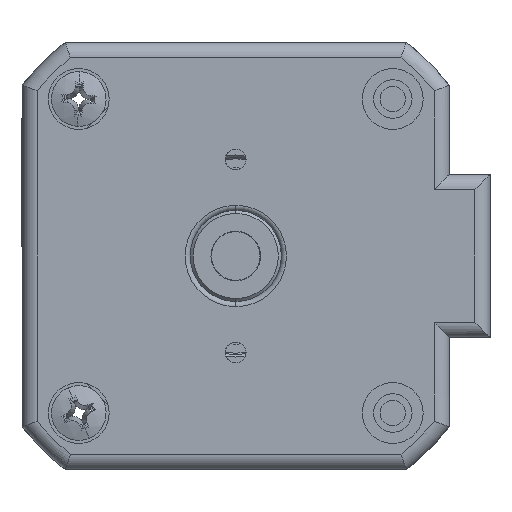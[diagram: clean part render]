
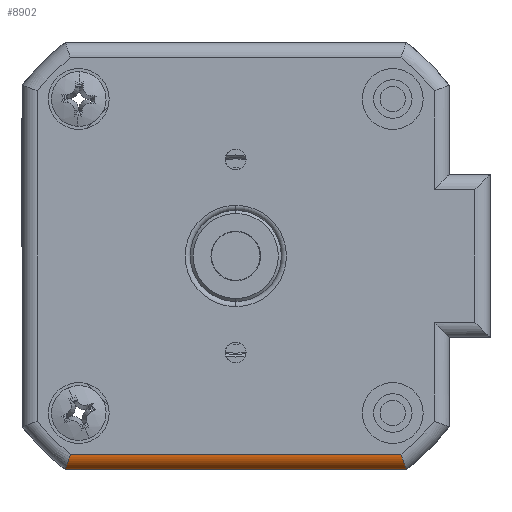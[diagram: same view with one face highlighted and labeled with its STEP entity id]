
A CAD part, front view. The second image highlights one B-rep face of the part: STEP entity #8902.
In plain terms, the highlighted cylindrical face has radius 1.5 mm (diameter 3 mm), a partial arc.
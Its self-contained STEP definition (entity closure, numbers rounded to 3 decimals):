
#14 = LINE ( 'NONE', #293, #3681 ) ;
#35 = CARTESIAN_POINT ( 'NONE',  ( 11.604, -25.707, -2.962 ) ) ;
#293 = CARTESIAN_POINT ( 'NONE',  ( -4.709, -25.707, -2.962 ) ) ;
#357 = VERTEX_POINT ( 'NONE', #3138 ) ;
#692 = CARTESIAN_POINT ( 'NONE',  ( -21.021, -25.707, -2.962 ) ) ;
#833 = DIRECTION ( 'NONE',  ( -1., 0., 0. ) ) ;
#835 = DIRECTION ( 'NONE',  ( -1., 0., 0. ) ) ;
#980 = VERTEX_POINT ( 'NONE', #1594 ) ;
#1364 = VERTEX_POINT ( 'NONE', #7036 ) ;
#1386 = CARTESIAN_POINT ( 'NONE',  ( -21.555, -24.207, -4.462 ) ) ;
#1410 = CARTESIAN_POINT ( 'NONE',  ( 12.137, -24.309, -4.462 ) ) ;
#1443 = CARTESIAN_POINT ( 'NONE',  ( 12.134, -24.41, -4.452 ) ) ;
#1594 = CARTESIAN_POINT ( 'NONE',  ( -21.555, -24.207, -4.462 ) ) ;
#2117 = CARTESIAN_POINT ( 'NONE',  ( -21.551, -24.41, -4.452 ) ) ;
#2178 = CARTESIAN_POINT ( 'NONE',  ( 12.109, -24.704, -4.381 ) ) ;
#2248 = EDGE_LOOP ( 'NONE', ( #6512, #9367, #6919, #5816 ) ) ;
#2873 = CARTESIAN_POINT ( 'NONE',  ( -21.526, -24.704, -4.381 ) ) ;
#2882 = AXIS2_PLACEMENT_3D ( 'NONE', #6676, #835, #3776 ) ;
#2930 = CARTESIAN_POINT ( 'NONE',  ( 12.027, -25.148, -4.147 ) ) ;
#3138 = CARTESIAN_POINT ( 'NONE',  ( -21.021, -25.707, -2.962 ) ) ;
#3446 = VERTEX_POINT ( 'NONE', #6701 ) ;
#3579 = EDGE_CURVE ( 'NONE', #357, #3446, #14, .T. ) ;
#3616 = CARTESIAN_POINT ( 'NONE',  ( -21.444, -25.148, -4.147 ) ) ;
#3645 = CARTESIAN_POINT ( 'NONE',  ( 12.137, -24.207, -4.462 ) ) ;
#3681 = VECTOR ( 'NONE', #6867, 1000. ) ;
#3685 = CARTESIAN_POINT ( 'NONE',  ( 11.868, -25.527, -3.7 ) ) ;
#3776 = DIRECTION ( 'NONE',  ( 0., 0., 1. ) ) ;
#4355 = CARTESIAN_POINT ( 'NONE',  ( -21.286, -25.527, -3.7 ) ) ;
#4402 = CARTESIAN_POINT ( 'NONE',  ( 11.672, -25.707, -3.151 ) ) ;
#4515 = VECTOR ( 'NONE', #833, 1000. ) ;
#4690 = B_SPLINE_CURVE_WITH_KNOTS ( 'NONE', 3,
 ( #3645, #1410, #1443, #6587, #2178, #7335, #2930, #8079, #3685, #8843, #4402, #35 ),
 .UNSPECIFIED., .F., .F.,
 ( 4, 2, 2, 2, 2, 4 ),
 ( 0., 0., 0.001, 0.001, 0.002, 0.002 ),
 .UNSPECIFIED. ) ;
#5092 = CARTESIAN_POINT ( 'NONE',  ( -21.089, -25.707, -3.151 ) ) ;
#5235 = CARTESIAN_POINT ( 'NONE',  ( -21.555, -24.207, -4.462 ) ) ;
#5816 = ORIENTED_EDGE ( 'NONE', *, *, #9287, .F. ) ;
#6193 = EDGE_CURVE ( 'NONE', #980, #357, #8533, .T. ) ;
#6465 = LINE ( 'NONE', #5235, #4515 ) ;
#6512 = ORIENTED_EDGE ( 'NONE', *, *, #8365, .T. ) ;
#6531 = CARTESIAN_POINT ( 'NONE',  ( -21.555, -24.309, -4.462 ) ) ;
#6587 = CARTESIAN_POINT ( 'NONE',  ( 12.12, -24.607, -4.411 ) ) ;
#6676 = CARTESIAN_POINT ( 'NONE',  ( -21.555, -24.207, -2.962 ) ) ;
#6701 = CARTESIAN_POINT ( 'NONE',  ( 11.604, -25.707, -2.962 ) ) ;
#6867 = DIRECTION ( 'NONE',  ( 1., 0., 0. ) ) ;
#6919 = ORIENTED_EDGE ( 'NONE', *, *, #6193, .F. ) ;
#7036 = CARTESIAN_POINT ( 'NONE',  ( 12.137, -24.207, -4.462 ) ) ;
#7263 = CARTESIAN_POINT ( 'NONE',  ( -21.537, -24.607, -4.411 ) ) ;
#7335 = CARTESIAN_POINT ( 'NONE',  ( 12.067, -24.981, -4.263 ) ) ;
#7743 = FACE_OUTER_BOUND ( 'NONE', #2248, .T. ) ;
#8022 = CARTESIAN_POINT ( 'NONE',  ( -21.485, -24.981, -4.263 ) ) ;
#8079 = CARTESIAN_POINT ( 'NONE',  ( 11.928, -25.42, -3.867 ) ) ;
#8365 = EDGE_CURVE ( 'NONE', #1364, #3446, #4690, .T. ) ;
#8533 = B_SPLINE_CURVE_WITH_KNOTS ( 'NONE', 3,
 ( #1386, #6531, #2117, #7263, #2873, #8022, #3616, #8780, #4355, #9505, #5092, #692 ),
 .UNSPECIFIED., .F., .F.,
 ( 4, 2, 2, 2, 2, 4 ),
 ( 0., 0., 0.001, 0.001, 0.002, 0.002 ),
 .UNSPECIFIED. ) ;
#8780 = CARTESIAN_POINT ( 'NONE',  ( -21.345, -25.42, -3.867 ) ) ;
#8843 = CARTESIAN_POINT ( 'NONE',  ( 11.741, -25.67, -3.345 ) ) ;
#8902 = ADVANCED_FACE ( 'NONE', ( #7743 ), #9256, .T. ) ;
#9256 = CYLINDRICAL_SURFACE ( 'NONE', #2882, 1.5 ) ;
#9287 = EDGE_CURVE ( 'NONE', #1364, #980, #6465, .T. ) ;
#9367 = ORIENTED_EDGE ( 'NONE', *, *, #3579, .F. ) ;
#9505 = CARTESIAN_POINT ( 'NONE',  ( -21.159, -25.67, -3.345 ) ) ;
